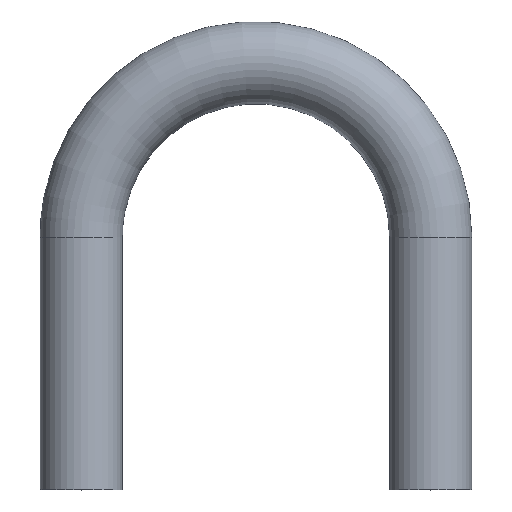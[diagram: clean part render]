
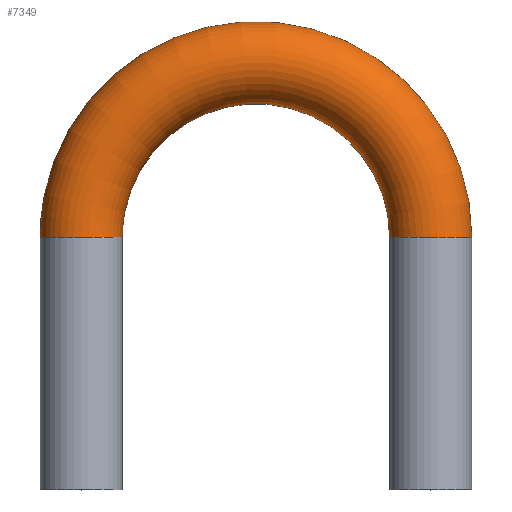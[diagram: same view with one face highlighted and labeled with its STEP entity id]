
A CAD part, top view. The second image highlights one B-rep face of the part: STEP entity #7349.
In plain terms, the highlighted toroidal (fillet/blend) face has major radius 90 mm and minor radius 21.2 mm.
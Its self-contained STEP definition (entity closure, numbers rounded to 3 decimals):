
#305 = DIRECTION ( 'NONE',  ( 1., 0., 0. ) ) ;
#618 = CARTESIAN_POINT ( 'NONE',  ( 90., 130., 21.2 ) ) ;
#1161 = CARTESIAN_POINT ( 'NONE',  ( 0., 130., 0. ) ) ;
#1279 = CARTESIAN_POINT ( 'NONE',  ( -90., 130., 0. ) ) ;
#1733 = TOROIDAL_SURFACE ( 'NONE', #5278, 90., 21.2 ) ;
#4049 = CARTESIAN_POINT ( 'NONE',  ( 90., 130., 0. ) ) ;
#4590 = VERTEX_POINT ( 'NONE', #10786 ) ;
#5278 = AXIS2_PLACEMENT_3D ( 'NONE', #1161, #8647, #305 ) ;
#5319 = VERTEX_POINT ( 'NONE', #618 ) ;
#5442 = AXIS2_PLACEMENT_3D ( 'NONE', #4049, #10596, #9533 ) ;
#5633 = EDGE_LOOP ( 'NONE', ( #7261 ) ) ;
#5917 = DIRECTION ( 'NONE',  ( 0., -1., 0. ) ) ;
#6532 = EDGE_CURVE ( 'NONE', #4590, #4590, #8830, .T. ) ;
#6632 = FACE_OUTER_BOUND ( 'NONE', #10103, .T. ) ;
#7081 = CIRCLE ( 'NONE', #5442, 21.2 ) ;
#7261 = ORIENTED_EDGE ( 'NONE', *, *, #6532, .F. ) ;
#7349 = ADVANCED_FACE ( 'NONE', ( #6632, #9404 ), #1733, .T. ) ;
#8647 = DIRECTION ( 'NONE',  ( 0., 0., 1. ) ) ;
#8797 = DIRECTION ( 'NONE',  ( 0., 0., 1. ) ) ;
#8830 = CIRCLE ( 'NONE', #8904, 21.2 ) ;
#8904 = AXIS2_PLACEMENT_3D ( 'NONE', #1279, #5917, #8797 ) ;
#8932 = ORIENTED_EDGE ( 'NONE', *, *, #9680, .T. ) ;
#9404 = FACE_OUTER_BOUND ( 'NONE', #5633, .T. ) ;
#9533 = DIRECTION ( 'NONE',  ( 0., 0., 1. ) ) ;
#9680 = EDGE_CURVE ( 'NONE', #5319, #5319, #7081, .T. ) ;
#10103 = EDGE_LOOP ( 'NONE', ( #8932 ) ) ;
#10596 = DIRECTION ( 'NONE',  ( 0., 1., 0. ) ) ;
#10786 = CARTESIAN_POINT ( 'NONE',  ( -90., 130., 21.2 ) ) ;
